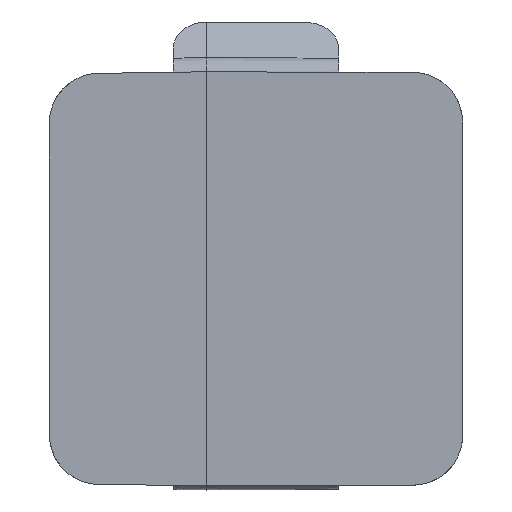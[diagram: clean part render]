
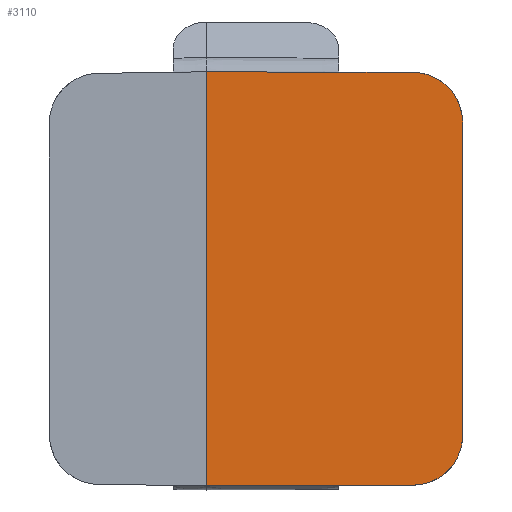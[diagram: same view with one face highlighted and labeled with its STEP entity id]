
A CAD part, front view. The second image highlights one B-rep face of the part: STEP entity #3110.
In plain terms, the highlighted planar face has unit normal (0.004, -1, 0).
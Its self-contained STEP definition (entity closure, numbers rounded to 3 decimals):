
#21 = CARTESIAN_POINT ( 'NONE',  ( -3., -0.028, 12.528 ) ) ;
#61 = CARTESIAN_POINT ( 'NONE',  ( 5., 0., 0. ) ) ;
#118 = EDGE_CURVE ( 'NONE', #929, #3370, #1692, .T. ) ;
#356 = PLANE ( 'NONE',  #2310 ) ;
#392 = DIRECTION ( 'NONE',  ( 1., 0.003, 0. ) ) ;
#399 = EDGE_CURVE ( 'NONE', #1418, #929, #492, .T. ) ;
#407 = DIRECTION ( 'NONE',  ( 1., 0.003, -0.003 ) ) ;
#464 = ORIENTED_EDGE ( 'NONE', *, *, #399, .F. ) ;
#492 = LINE ( 'NONE', #1231, #1112 ) ;
#586 =( BOUNDED_CURVE ( )  B_SPLINE_CURVE ( 3, ( #3010, #2208, #3229, #609 ),
 .UNSPECIFIED., .F., .T. ) 
 B_SPLINE_CURVE_WITH_KNOTS ( ( 4, 4 ),
 ( 0., 1.567 ),
 .UNSPECIFIED. ) 
 CURVE ( )  GEOMETRIC_REPRESENTATION_ITEM ( )  RATIONAL_B_SPLINE_CURVE ( ( 1., 0.806, 0.806, 1. ) ) 
 REPRESENTATION_ITEM ( '' )  );
#609 = CARTESIAN_POINT ( 'NONE',  ( 9.51, 0.016, 12.484 ) ) ;
#929 = VERTEX_POINT ( 'NONE', #1080 ) ;
#979 = EDGE_CURVE ( 'NONE', #2155, #2276, #586, .T. ) ;
#988 = CARTESIAN_POINT ( 'NONE',  ( 12.5, 0.026, 9.484 ) ) ;
#1001 = DIRECTION ( 'NONE',  ( -1., -0.003, -0.003 ) ) ;
#1080 = CARTESIAN_POINT ( 'NONE',  ( -3., -0.028, -12.528 ) ) ;
#1112 = VECTOR ( 'NONE', #1001, 1000. ) ;
#1139 = ORIENTED_EDGE ( 'NONE', *, *, #2517, .F. ) ;
#1146 = FACE_OUTER_BOUND ( 'NONE', #2355, .T. ) ;
#1174 = ORIENTED_EDGE ( 'NONE', *, *, #2142, .F. ) ;
#1231 = CARTESIAN_POINT ( 'NONE',  ( 5., 0., -12.5 ) ) ;
#1235 = CARTESIAN_POINT ( 'NONE',  ( 12.5, 0.026, -11.237 ) ) ;
#1418 = VERTEX_POINT ( 'NONE', #1861 ) ;
#1419 =( BOUNDED_CURVE ( )  B_SPLINE_CURVE ( 3, ( #2560, #1791, #1235, #2598 ),
 .UNSPECIFIED., .F., .T. ) 
 B_SPLINE_CURVE_WITH_KNOTS ( ( 4, 4 ),
 ( 4.716, 6.283 ),
 .UNSPECIFIED. ) 
 CURVE ( )  GEOMETRIC_REPRESENTATION_ITEM ( )  RATIONAL_B_SPLINE_CURVE ( ( 1., 0.806, 0.806, 1. ) ) 
 REPRESENTATION_ITEM ( '' )  );
#1442 = VECTOR ( 'NONE', #2270, 1000. ) ;
#1524 = LINE ( 'NONE', #2237, #1442 ) ;
#1595 = ORIENTED_EDGE ( 'NONE', *, *, #979, .T. ) ;
#1692 = LINE ( 'NONE', #2446, #2539 ) ;
#1710 = DIRECTION ( 'NONE',  ( 0., 0., 1. ) ) ;
#1791 = CARTESIAN_POINT ( 'NONE',  ( 11.263, 0.022, -12.478 ) ) ;
#1861 = CARTESIAN_POINT ( 'NONE',  ( 9.51, 0.016, -12.484 ) ) ;
#2142 = EDGE_CURVE ( 'NONE', #3370, #2276, #2306, .T. ) ;
#2143 = VECTOR ( 'NONE', #407, 1000. ) ;
#2155 = VERTEX_POINT ( 'NONE', #988 ) ;
#2204 = DIRECTION ( 'NONE',  ( 0.003, -1., 0. ) ) ;
#2208 = CARTESIAN_POINT ( 'NONE',  ( 12.5, 0.026, 11.237 ) ) ;
#2237 = CARTESIAN_POINT ( 'NONE',  ( 12.5, 0.026, -12.5 ) ) ;
#2270 = DIRECTION ( 'NONE',  ( 0., 0., -1. ) ) ;
#2276 = VERTEX_POINT ( 'NONE', #2353 ) ;
#2306 = LINE ( 'NONE', #2787, #2143 ) ;
#2310 = AXIS2_PLACEMENT_3D ( 'NONE', #61, #2204, #392 ) ;
#2353 = CARTESIAN_POINT ( 'NONE',  ( 9.51, 0.016, 12.484 ) ) ;
#2355 = EDGE_LOOP ( 'NONE', ( #464, #3309, #1139, #1595, #1174, #2845 ) ) ;
#2370 = CARTESIAN_POINT ( 'NONE',  ( 12.5, 0.026, -9.484 ) ) ;
#2446 = CARTESIAN_POINT ( 'NONE',  ( -3., -0.028, 0. ) ) ;
#2517 = EDGE_CURVE ( 'NONE', #2155, #2937, #1524, .T. ) ;
#2539 = VECTOR ( 'NONE', #1710, 1000. ) ;
#2560 = CARTESIAN_POINT ( 'NONE',  ( 9.51, 0.016, -12.484 ) ) ;
#2598 = CARTESIAN_POINT ( 'NONE',  ( 12.5, 0.026, -9.484 ) ) ;
#2787 = CARTESIAN_POINT ( 'NONE',  ( 5., 0., 12.5 ) ) ;
#2845 = ORIENTED_EDGE ( 'NONE', *, *, #118, .F. ) ;
#2937 = VERTEX_POINT ( 'NONE', #2370 ) ;
#3010 = CARTESIAN_POINT ( 'NONE',  ( 12.5, 0.026, 9.484 ) ) ;
#3110 = ADVANCED_FACE ( 'NONE', ( #1146 ), #356, .T. ) ;
#3209 = EDGE_CURVE ( 'NONE', #1418, #2937, #1419, .T. ) ;
#3229 = CARTESIAN_POINT ( 'NONE',  ( 11.263, 0.022, 12.478 ) ) ;
#3309 = ORIENTED_EDGE ( 'NONE', *, *, #3209, .T. ) ;
#3370 = VERTEX_POINT ( 'NONE', #21 ) ;
